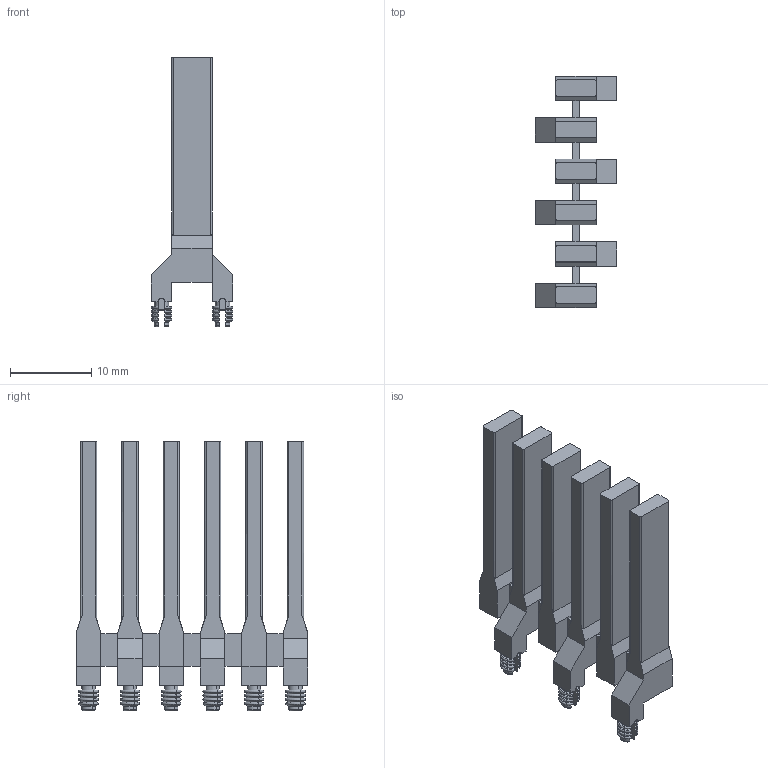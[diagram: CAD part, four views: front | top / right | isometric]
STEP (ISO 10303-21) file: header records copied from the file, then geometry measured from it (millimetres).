
FILE_DESCRIPTION(('CATIA V5 STEP','CAx-IF Rec.Pracs.--- Model Styling and Organization---1.4--- 2014-01-23'),'2;1');
FILE_NAME('1274_1026_LICHTLEITER_6-FACH.stp','2017-08-07T13:47:51+00:00',('none'),('Volkswagen AG'),'CATIA Version 5-6 Release 2016 SP3 HF22','CATIA V5 STEP AP214','none');
FILE_SCHEMA(('AUTOMOTIVE_DESIGN { 1 0 10303 214 1 1 1 1 }'));
Length unit declared in the file: millimetre
Products named in the file (1): 1274_1026_Lichtleiter_6-fach
Bounding box: 10.03 x 28.4 x 33.1 mm (x, y, z)
Volume: 2074.6 mm3; surface area: 3077.3 mm2
Topology: 1 solids, 1 shells, 550 faces, 1452 edges, 904 vertices
Faces by surface type: cone 192, plane 142, torus 120, cylinder 96
Entity records: 17243 total; most frequent: CARTESIAN_POINT 5858, ORIENTED_EDGE 2904, DIRECTION 1494, EDGE_CURVE 1452, VERTEX_POINT 904, AXIS2_PLACEMENT_3D 706, VECTOR 600, LINE 600
